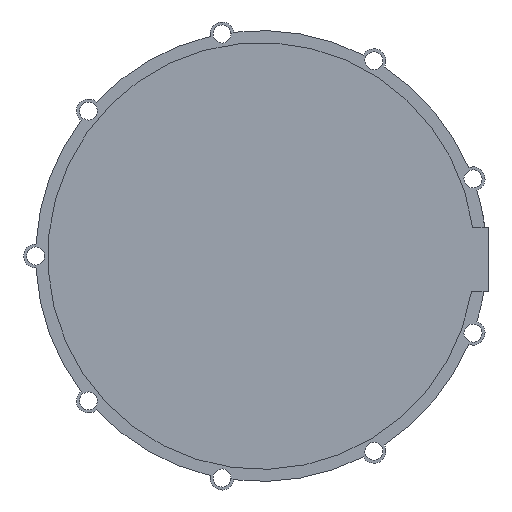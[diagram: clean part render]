
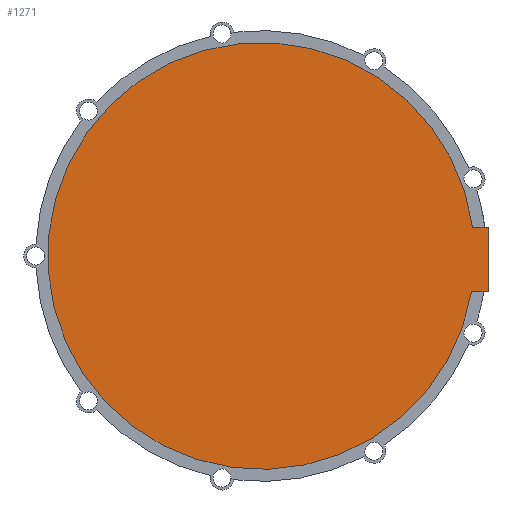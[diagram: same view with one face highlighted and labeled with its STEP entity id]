
A CAD part, front view. The second image highlights one B-rep face of the part: STEP entity #1271.
In plain terms, the highlighted planar face has unit normal (0, -1, 0).
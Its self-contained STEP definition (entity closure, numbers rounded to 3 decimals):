
#79=PLANE('',#1457);
#140=FACE_OUTER_BOUND('',#227,.T.);
#227=EDGE_LOOP('',(#1173,#1174,#1175,#1176));
#272=LINE('',#2087,#353);
#276=LINE('',#2094,#357);
#278=LINE('',#2098,#359);
#353=VECTOR('',#1668,10.);
#357=VECTOR('',#1674,10.);
#359=VECTOR('',#1678,10.);
#491=CIRCLE('',#1456,35.5);
#577=VERTEX_POINT('',#2085);
#578=VERTEX_POINT('',#2086);
#580=VERTEX_POINT('',#2093);
#581=VERTEX_POINT('',#2097);
#726=EDGE_CURVE('',#577,#578,#272,.T.);
#730=EDGE_CURVE('',#578,#580,#276,.T.);
#732=EDGE_CURVE('',#580,#581,#278,.T.);
#810=EDGE_CURVE('',#577,#581,#491,.T.);
#1173=ORIENTED_EDGE('',*,*,#810,.F.);
#1174=ORIENTED_EDGE('',*,*,#726,.T.);
#1175=ORIENTED_EDGE('',*,*,#730,.T.);
#1176=ORIENTED_EDGE('',*,*,#732,.T.);
#1271=ADVANCED_FACE('',(#140),#79,.F.);
#1456=AXIS2_PLACEMENT_3D('',#2254,#1867,#1868);
#1457=AXIS2_PLACEMENT_3D('',#2255,#1869,#1870);
#1668=DIRECTION('',(1.,0.,0.));
#1674=DIRECTION('',(0.,0.,1.));
#1678=DIRECTION('',(-1.,0.,0.));
#1867=DIRECTION('center_axis',(0.,1.,0.));
#1868=DIRECTION('ref_axis',(-1.,0.,0.));
#1869=DIRECTION('center_axis',(0.,1.,0.));
#1870=DIRECTION('ref_axis',(0.,0.,1.));
#2085=CARTESIAN_POINT('',(34.996,0.,-5.958));
#2086=CARTESIAN_POINT('',(37.772,0.,-5.958));
#2087=CARTESIAN_POINT('',(34.996,0.,-5.958));
#2093=CARTESIAN_POINT('',(37.772,0.,4.78));
#2094=CARTESIAN_POINT('',(37.772,0.,-5.958));
#2097=CARTESIAN_POINT('',(35.177,0.,4.78));
#2098=CARTESIAN_POINT('',(37.772,0.,4.78));
#2254=CARTESIAN_POINT('Origin',(0.,0.,0.));
#2255=CARTESIAN_POINT('Origin',(0.,0.,0.));
